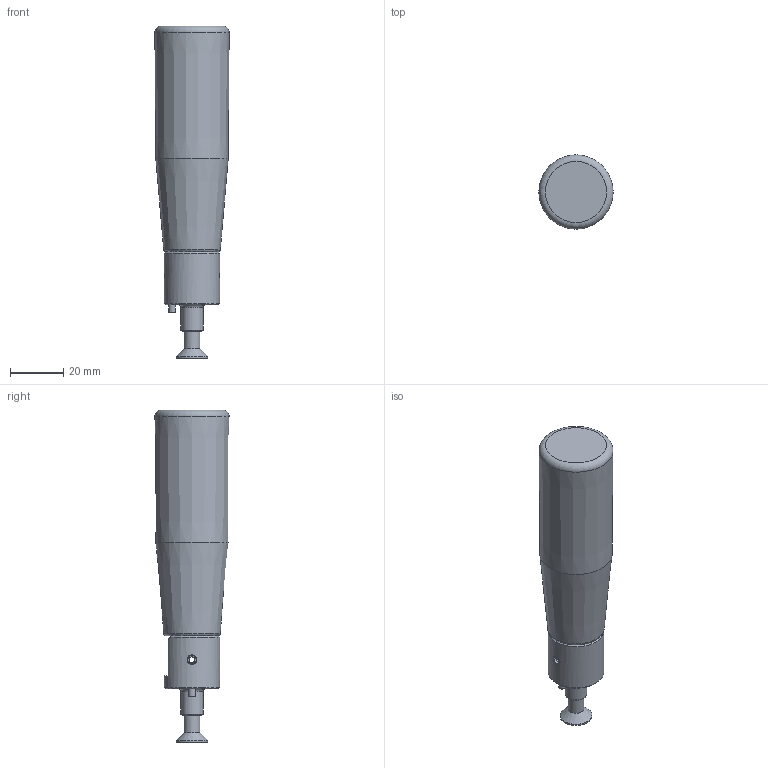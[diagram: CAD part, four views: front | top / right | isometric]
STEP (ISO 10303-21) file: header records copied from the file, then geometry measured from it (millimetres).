
FILE_DESCRIPTION( ( 'Unknown' ), '1' );
FILE_NAME( '6160015_MGRX28x85.stp', 'Unknown', ( 'Unknown' ), ( 'Unknown' ), 'PSStep 11.0', 'Unknown', ' ' );
FILE_SCHEMA( ( 'AUTOMOTIVE_DESIGN { 1 0 10303 214 1 1 1 1 }' ) );
Length unit declared in the file: millimetre
Products named in the file (1): 1833547
Bounding box: 27.96 x 27.96 x 125 mm (x, y, z)
Volume: 50170.9 mm3; surface area: 17050.5 mm2
Topology: 1 solids, 1 shells, 114 faces, 296 edges, 184 vertices
Faces by surface type: plane 59, cylinder 29, cone 18, torus 4, bspline 3, sphere 1
Full cylindrical faces by diameter (mm): 2.5 x1, 3.2 x2, 3.5 x1, 5.422 x1, 6 x1, 6.95 x1, 7 x1, 7.1 x1, 8.17 x1, 8.3 x1, 11 x1, 11.2 x1, 11.5 x1, 11.538 x1, 12 x1, 12.6 x1, 13.076 x1, 21 x1
Entity records: 5533 total; most frequent: CARTESIAN_POINT 2124, DIRECTION 515, ORIENTED_EDGE 462, EDGE_CURVE 231, AXIS2_PLACEMENT_3D 208, EDGE_LOOP 173, VERTEX_POINT 160, FACE_OUTER_BOUND 139
